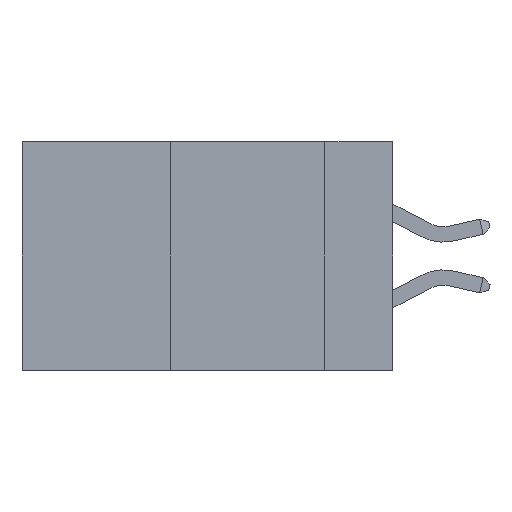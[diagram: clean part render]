
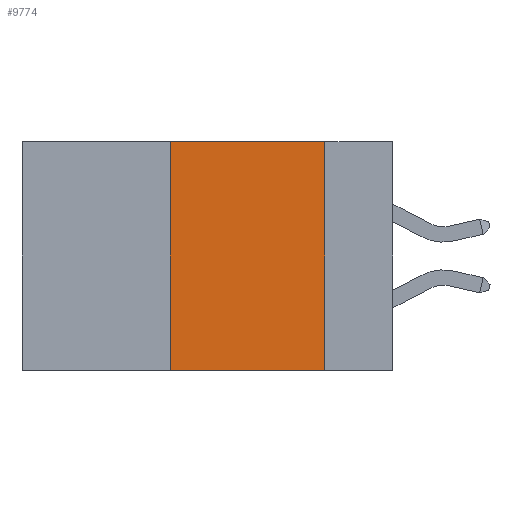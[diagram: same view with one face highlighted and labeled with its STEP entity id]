
A CAD part, left-side view. The second image highlights one B-rep face of the part: STEP entity #9774.
In plain terms, the highlighted planar face has unit normal (-1, 0, 0).
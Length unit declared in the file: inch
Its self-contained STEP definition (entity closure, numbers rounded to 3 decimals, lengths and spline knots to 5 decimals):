
#1148 = EDGE_LOOP ( 'NONE', ( #13413, #9673, #10210, #1289 ) ) ;
#1289 = ORIENTED_EDGE ( 'NONE', *, *, #24060, .T. ) ;
#1754 = PLANE ( 'NONE',  #3343 ) ;
#2551 = VERTEX_POINT ( 'NONE', #7087 ) ;
#3027 = VERTEX_POINT ( 'NONE', #22228 ) ;
#3343 = AXIS2_PLACEMENT_3D ( 'NONE', #3838, #5915, #20089 ) ;
#3838 = CARTESIAN_POINT ( 'NONE',  ( 0., 0.6, 0. ) ) ;
#3935 = EDGE_CURVE ( 'NONE', #3027, #11178, #5232, .T. ) ;
#3965 = VECTOR ( 'NONE', #17575, 39.37008 ) ;
#5137 = EDGE_CURVE ( 'NONE', #18059, #2551, #18836, .T. ) ;
#5232 = LINE ( 'NONE', #14482, #3965 ) ;
#5915 = DIRECTION ( 'NONE',  ( 1., 0., 0. ) ) ;
#7087 = CARTESIAN_POINT ( 'NONE',  ( 0., 0.36, 0. ) ) ;
#8587 = CARTESIAN_POINT ( 'NONE',  ( 0., 0.6, 0. ) ) ;
#9349 = VECTOR ( 'NONE', #18798, 39.37008 ) ;
#9658 = LINE ( 'NONE', #14162, #19764 ) ;
#9673 = ORIENTED_EDGE ( 'NONE', *, *, #13212, .F. ) ;
#9774 = ADVANCED_FACE ( 'NONE', ( #23853 ), #1754, .F. ) ;
#10210 = ORIENTED_EDGE ( 'NONE', *, *, #5137, .F. ) ;
#10401 = CARTESIAN_POINT ( 'NONE',  ( 0., 0.11, -0.37 ) ) ;
#10669 = DIRECTION ( 'NONE',  ( 0., -1., 0. ) ) ;
#11178 = VERTEX_POINT ( 'NONE', #10401 ) ;
#13212 = EDGE_CURVE ( 'NONE', #2551, #3027, #16193, .T. ) ;
#13385 = CARTESIAN_POINT ( 'NONE',  ( 0., 0.36, 0. ) ) ;
#13413 = ORIENTED_EDGE ( 'NONE', *, *, #3935, .F. ) ;
#14162 = CARTESIAN_POINT ( 'NONE',  ( 0., 0.6, -0.37 ) ) ;
#14482 = CARTESIAN_POINT ( 'NONE',  ( 0., 0.11, 0. ) ) ;
#15563 = VECTOR ( 'NONE', #10669, 39.37008 ) ;
#16193 = LINE ( 'NONE', #8587, #15563 ) ;
#17575 = DIRECTION ( 'NONE',  ( 0., 0., -1. ) ) ;
#18059 = VERTEX_POINT ( 'NONE', #22725 ) ;
#18165 = DIRECTION ( 'NONE',  ( 0., -1., 0. ) ) ;
#18798 = DIRECTION ( 'NONE',  ( 0., 0., 1. ) ) ;
#18836 = LINE ( 'NONE', #13385, #9349 ) ;
#19764 = VECTOR ( 'NONE', #18165, 39.37008 ) ;
#20089 = DIRECTION ( 'NONE',  ( 0., 0., -1. ) ) ;
#22228 = CARTESIAN_POINT ( 'NONE',  ( 0., 0.11, 0. ) ) ;
#22725 = CARTESIAN_POINT ( 'NONE',  ( 0., 0.36, -0.37 ) ) ;
#23853 = FACE_OUTER_BOUND ( 'NONE', #1148, .T. ) ;
#24060 = EDGE_CURVE ( 'NONE', #18059, #11178, #9658, .T. ) ;
